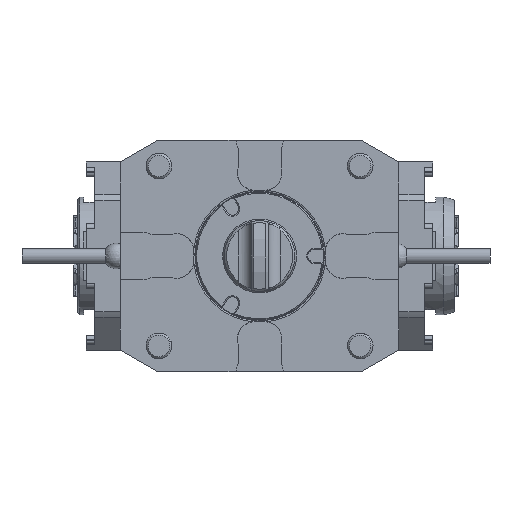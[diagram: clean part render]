
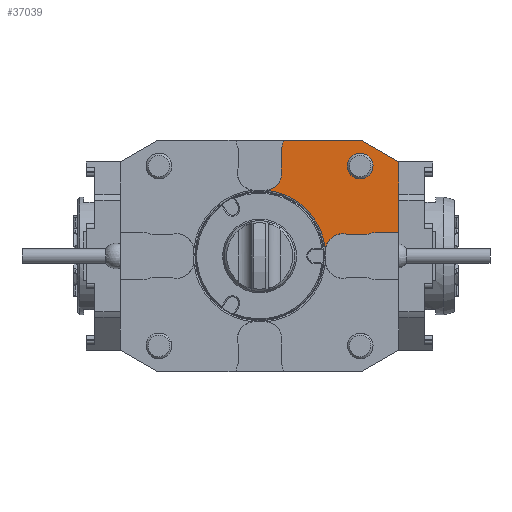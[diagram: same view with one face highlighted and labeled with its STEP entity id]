
A CAD part, front view. The second image highlights one B-rep face of the part: STEP entity #37039.
In plain terms, the highlighted planar face has unit normal (0, -1, 0).
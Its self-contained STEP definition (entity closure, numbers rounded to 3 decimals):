
#29 = DIRECTION ( 'NONE',  ( 0., 0., 1. ) ) ;
#225 = DIRECTION ( 'NONE',  ( 0., 1., 0. ) ) ;
#749 = CARTESIAN_POINT ( 'NONE',  ( 50.127, 43., 10. ) ) ;
#903 = VERTEX_POINT ( 'NONE', #28332 ) ;
#1259 = VERTEX_POINT ( 'NONE', #41828 ) ;
#2022 = CARTESIAN_POINT ( 'NONE',  ( 54., 43., 3. ) ) ;
#3139 = ORIENTED_EDGE ( 'NONE', *, *, #28465, .F. ) ;
#3463 = EDGE_CURVE ( 'NONE', #13165, #37595, #14283, .T. ) ;
#3499 = ORIENTED_EDGE ( 'NONE', *, *, #16707, .T. ) ;
#3759 = VERTEX_POINT ( 'NONE', #18878 ) ;
#4104 = ORIENTED_EDGE ( 'NONE', *, *, #15626, .T. ) ;
#4346 = FACE_OUTER_BOUND ( 'NONE', #33023, .T. ) ;
#4690 = DIRECTION ( 'NONE',  ( 1., 0., 0. ) ) ;
#4912 = LINE ( 'NONE', #15786, #11969 ) ;
#5183 = EDGE_CURVE ( 'NONE', #1259, #37695, #34232, .T. ) ;
#5815 = ORIENTED_EDGE ( 'NONE', *, *, #18911, .T. ) ;
#6851 = VERTEX_POINT ( 'NONE', #35603 ) ;
#7313 = LINE ( 'NONE', #22036, #15273 ) ;
#7360 = CARTESIAN_POINT ( 'NONE',  ( 54., 43., 11. ) ) ;
#8203 = CARTESIAN_POINT ( 'NONE',  ( 47., 43., 42. ) ) ;
#8507 = EDGE_CURVE ( 'NONE', #47060, #37595, #33623, .T. ) ;
#9724 = CARTESIAN_POINT ( 'NONE',  ( 54., 43., 11. ) ) ;
#10274 = CIRCLE ( 'NONE', #28760, 6. ) ;
#11969 = VECTOR ( 'NONE', #4690, 1000. ) ;
#12028 = VECTOR ( 'NONE', #25388, 1000. ) ;
#12045 = CARTESIAN_POINT ( 'NONE',  ( 65., 43., 11. ) ) ;
#12996 = CARTESIAN_POINT ( 'NONE',  ( 0., 43., 0. ) ) ;
#13165 = VERTEX_POINT ( 'NONE', #27452 ) ;
#14077 = VERTEX_POINT ( 'NONE', #39706 ) ;
#14283 = LINE ( 'NONE', #29237, #12028 ) ;
#15273 = VECTOR ( 'NONE', #36728, 1000. ) ;
#15626 = EDGE_CURVE ( 'NONE', #1259, #6851, #38483, .T. ) ;
#15786 = CARTESIAN_POINT ( 'NONE',  ( -65., 43., 54. ) ) ;
#15916 = CARTESIAN_POINT ( 'NONE',  ( 10., 43., 41.248 ) ) ;
#16707 = EDGE_CURVE ( 'NONE', #903, #37695, #33327, .T. ) ;
#16726 = DIRECTION ( 'NONE',  ( 0., -1., 0. ) ) ;
#17148 = EDGE_CURVE ( 'NONE', #41140, #41140, #10274, .T. ) ;
#17919 = ORIENTED_EDGE ( 'NONE', *, *, #5183, .F. ) ;
#18878 = CARTESIAN_POINT ( 'NONE',  ( 41.248, 43., 10. ) ) ;
#18892 = CIRCLE ( 'NONE', #45813, 30.949 ) ;
#18911 = EDGE_CURVE ( 'NONE', #3759, #42745, #27082, .T. ) ;
#19118 = AXIS2_PLACEMENT_3D ( 'NONE', #37283, #36854, #37766 ) ;
#21002 = ORIENTED_EDGE ( 'NONE', *, *, #3463, .F. ) ;
#21771 = CARTESIAN_POINT ( 'NONE',  ( 132.4, 43., 0. ) ) ;
#22036 = CARTESIAN_POINT ( 'NONE',  ( 134.603, 43., 3.815 ) ) ;
#22086 = DIRECTION ( 'NONE',  ( 1., 0., 0. ) ) ;
#22248 = CARTESIAN_POINT ( 'NONE',  ( 2.4, 43., 38.75 ) ) ;
#22389 = ORIENTED_EDGE ( 'NONE', *, *, #17148, .T. ) ;
#22858 = CARTESIAN_POINT ( 'NONE',  ( 47., 43., 48. ) ) ;
#23103 = EDGE_CURVE ( 'NONE', #47060, #42745, #23734, .T. ) ;
#23703 = CARTESIAN_POINT ( 'NONE',  ( 41.248, 43., 10. ) ) ;
#23734 = CIRCLE ( 'NONE', #42186, 8. ) ;
#23794 = VERTEX_POINT ( 'NONE', #42156 ) ;
#25324 = CIRCLE ( 'NONE', #19118, 8. ) ;
#25388 = DIRECTION ( 'NONE',  ( 0., 0., -1. ) ) ;
#25588 = VECTOR ( 'NONE', #22086, 1000. ) ;
#26082 = DIRECTION ( 'NONE',  ( 0., 0., 1. ) ) ;
#26106 = PLANE ( 'NONE',  #40507 ) ;
#26159 = ORIENTED_EDGE ( 'NONE', *, *, #43096, .T. ) ;
#26609 = DIRECTION ( 'NONE',  ( 1., 0., 0. ) ) ;
#27082 = LINE ( 'NONE', #23703, #28759 ) ;
#27452 = CARTESIAN_POINT ( 'NONE',  ( 65., 43., 44. ) ) ;
#27713 = DIRECTION ( 'NONE',  ( 0., 0., 1. ) ) ;
#27750 = AXIS2_PLACEMENT_3D ( 'NONE', #22248, #36938, #29972 ) ;
#28332 = CARTESIAN_POINT ( 'NONE',  ( 11., 43., 54. ) ) ;
#28465 = EDGE_CURVE ( 'NONE', #3759, #23794, #25324, .T. ) ;
#28759 = VECTOR ( 'NONE', #26609, 1000. ) ;
#28760 = AXIS2_PLACEMENT_3D ( 'NONE', #8203, #225, #26082 ) ;
#29237 = CARTESIAN_POINT ( 'NONE',  ( 65., 43., 54. ) ) ;
#29972 = DIRECTION ( 'NONE',  ( 0., 0., 1. ) ) ;
#30140 = CARTESIAN_POINT ( 'NONE',  ( 3., 43., 54. ) ) ;
#30975 = DIRECTION ( 'NONE',  ( 0., 0., -1. ) ) ;
#31552 = EDGE_LOOP ( 'NONE', ( #22389 ) ) ;
#33023 = EDGE_LOOP ( 'NONE', ( #21002, #38204, #42577, #3499, #17919, #4104, #26159, #3139, #5815, #47116, #40450 ) ) ;
#33098 = FACE_BOUND ( 'NONE', #31552, .T. ) ;
#33327 = CIRCLE ( 'NONE', #38693, 8. ) ;
#33623 = LINE ( 'NONE', #7360, #25588 ) ;
#34232 = LINE ( 'NONE', #15916, #35212 ) ;
#34637 = EDGE_CURVE ( 'NONE', #13165, #14077, #7313, .T. ) ;
#35212 = VECTOR ( 'NONE', #45335, 1000. ) ;
#35603 = CARTESIAN_POINT ( 'NONE',  ( 3.166, 43., 30.787 ) ) ;
#36180 = EDGE_CURVE ( 'NONE', #903, #14077, #4912, .T. ) ;
#36728 = DIRECTION ( 'NONE',  ( -0.866, 0., 0.5 ) ) ;
#36854 = DIRECTION ( 'NONE',  ( 0., -1., 0. ) ) ;
#36938 = DIRECTION ( 'NONE',  ( 0., 1., 0. ) ) ;
#37039 = ADVANCED_FACE ( 'Defeature completata1_17', ( #33098, #4346 ), #26106, .F. ) ;
#37283 = CARTESIAN_POINT ( 'NONE',  ( 38.75, 43., 2.4 ) ) ;
#37595 = VERTEX_POINT ( 'NONE', #12045 ) ;
#37695 = VERTEX_POINT ( 'NONE', #42587 ) ;
#37766 = DIRECTION ( 'NONE',  ( 0., 0., -1. ) ) ;
#37810 = DIRECTION ( 'NONE',  ( 0., 0., 1. ) ) ;
#38204 = ORIENTED_EDGE ( 'NONE', *, *, #34637, .T. ) ;
#38483 = CIRCLE ( 'NONE', #27750, 8. ) ;
#38693 = AXIS2_PLACEMENT_3D ( 'NONE', #30140, #44824, #37810 ) ;
#39706 = CARTESIAN_POINT ( 'NONE',  ( 47.679, 43., 54. ) ) ;
#40450 = ORIENTED_EDGE ( 'NONE', *, *, #8507, .T. ) ;
#40507 = AXIS2_PLACEMENT_3D ( 'NONE', #21771, #40769, #29 ) ;
#40769 = DIRECTION ( 'NONE',  ( 0., 1., 0. ) ) ;
#41140 = VERTEX_POINT ( 'NONE', #22858 ) ;
#41828 = CARTESIAN_POINT ( 'NONE',  ( 10., 43., 41.248 ) ) ;
#42156 = CARTESIAN_POINT ( 'NONE',  ( 30.787, 43., 3.166 ) ) ;
#42186 = AXIS2_PLACEMENT_3D ( 'NONE', #2022, #16726, #30975 ) ;
#42577 = ORIENTED_EDGE ( 'NONE', *, *, #36180, .F. ) ;
#42587 = CARTESIAN_POINT ( 'NONE',  ( 10., 43., 50.127 ) ) ;
#42745 = VERTEX_POINT ( 'NONE', #749 ) ;
#43096 = EDGE_CURVE ( 'NONE', #6851, #23794, #18892, .T. ) ;
#44824 = DIRECTION ( 'NONE',  ( 0., 1., 0. ) ) ;
#45335 = DIRECTION ( 'NONE',  ( 0., 0., 1. ) ) ;
#45732 = DIRECTION ( 'NONE',  ( 0., 1., 0. ) ) ;
#45813 = AXIS2_PLACEMENT_3D ( 'NONE', #12996, #45732, #27713 ) ;
#47060 = VERTEX_POINT ( 'NONE', #9724 ) ;
#47116 = ORIENTED_EDGE ( 'NONE', *, *, #23103, .F. ) ;
